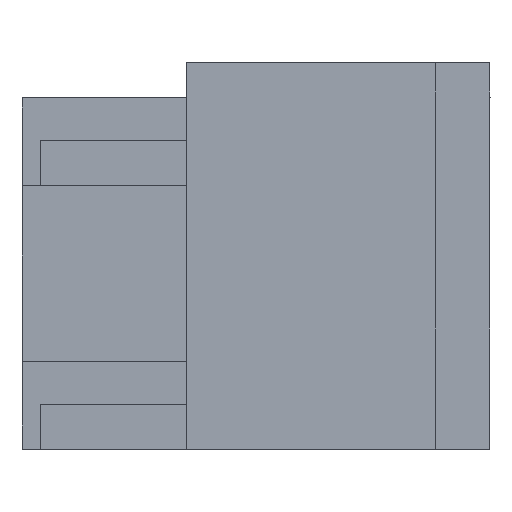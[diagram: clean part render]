
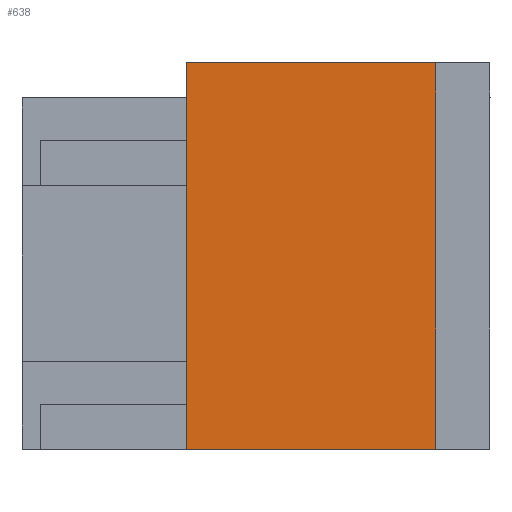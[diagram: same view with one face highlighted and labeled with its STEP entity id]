
A CAD part, left-side view. The second image highlights one B-rep face of the part: STEP entity #638.
In plain terms, the highlighted planar face has unit normal (-1, 0, 0).
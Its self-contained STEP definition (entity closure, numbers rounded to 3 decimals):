
#638=ADVANCED_FACE('',(#1883),#1305,.T.);
#1305=PLANE('',#13364);
#1883=FACE_OUTER_BOUND('',#2549,.T.);
#2549=EDGE_LOOP('',(#3662,#3663,#3664,#3665,#3666,#3667));
#3662=ORIENTED_EDGE('',*,*,#8439,.F.);
#3663=ORIENTED_EDGE('',*,*,#8440,.T.);
#3664=ORIENTED_EDGE('',*,*,#8441,.F.);
#3665=ORIENTED_EDGE('',*,*,#8442,.F.);
#3666=ORIENTED_EDGE('',*,*,#8443,.F.);
#3667=ORIENTED_EDGE('',*,*,#8418,.F.);
#7086=VERTEX_POINT('',#18023);
#7087=VERTEX_POINT('',#18025);
#7098=VERTEX_POINT('',#18074);
#7099=VERTEX_POINT('',#18076);
#7100=VERTEX_POINT('',#18078);
#7101=VERTEX_POINT('',#18080);
#8418=EDGE_CURVE('',#7086,#7087,#10272,.T.);
#8439=EDGE_CURVE('',#7098,#7086,#10289,.T.);
#8440=EDGE_CURVE('',#7098,#7099,#10290,.T.);
#8441=EDGE_CURVE('',#7100,#7099,#10291,.T.);
#8442=EDGE_CURVE('',#7101,#7100,#10292,.T.);
#8443=EDGE_CURVE('',#7087,#7101,#10293,.T.);
#10272=LINE('',#18024,#11885);
#10289=LINE('',#18073,#11902);
#10290=LINE('',#18075,#11903);
#10291=LINE('',#18077,#11904);
#10292=LINE('',#18079,#11905);
#10293=LINE('',#18081,#11906);
#11885=VECTOR('',#14582,1.);
#11902=VECTOR('',#14609,1.);
#11903=VECTOR('',#14610,1.);
#11904=VECTOR('',#14611,1.);
#11905=VECTOR('',#14612,1.);
#11906=VECTOR('',#14613,1.);
#13364=AXIS2_PLACEMENT_3D('',#18082,#14614,#14615);
#14582=DIRECTION('',(0.,1.,0.));
#14609=DIRECTION('',(0.,0.,-1.));
#14610=DIRECTION('',(0.,0.,1.));
#14611=DIRECTION('',(0.,-1.,0.));
#14612=DIRECTION('',(0.,0.,1.));
#14613=DIRECTION('',(0.,0.,1.));
#14614=DIRECTION('',(-1.,0.,0.));
#14615=DIRECTION('',(0.,-1.,0.));
#18023=CARTESIAN_POINT('',(19.492,-26.656,-18.258));
#18024=CARTESIAN_POINT('',(19.494,0.685,-18.258));
#18025=CARTESIAN_POINT('',(19.493,-16.736,-18.258));
#18073=CARTESIAN_POINT('',(19.492,-26.656,23.742));
#18074=CARTESIAN_POINT('',(19.493,-26.656,-7.758));
#18075=CARTESIAN_POINT('',(19.492,-26.656,-18.258));
#18076=CARTESIAN_POINT('',(19.492,-26.656,-2.858));
#18077=CARTESIAN_POINT('',(19.492,-26.656,-2.858));
#18078=CARTESIAN_POINT('',(19.493,-16.736,-2.858));
#18079=CARTESIAN_POINT('',(19.493,-16.736,-4.258));
#18080=CARTESIAN_POINT('',(19.493,-16.736,-7.758));
#18081=CARTESIAN_POINT('',(19.493,-16.736,23.742));
#18082=CARTESIAN_POINT('',(19.492,-26.656,23.742));
